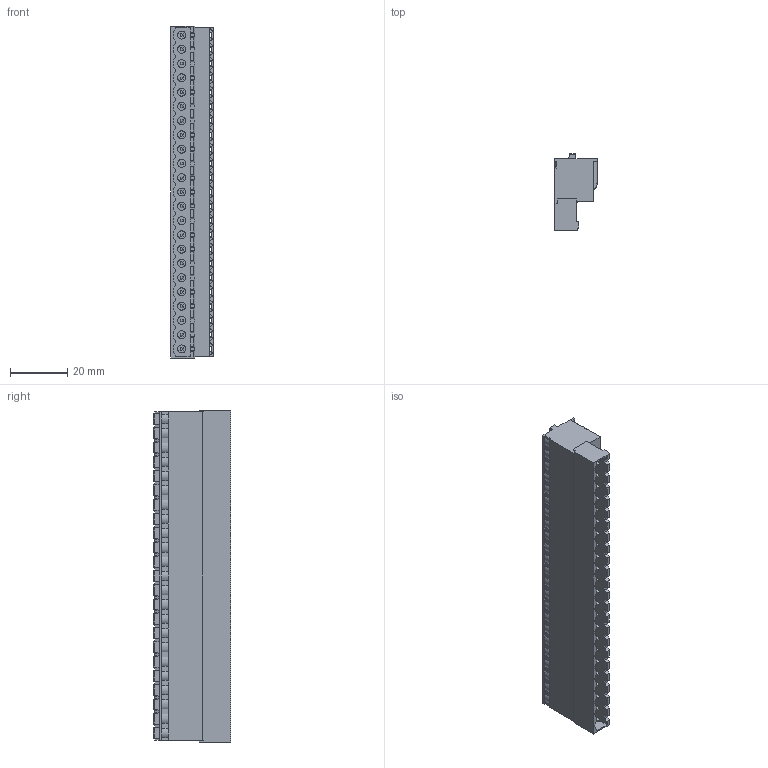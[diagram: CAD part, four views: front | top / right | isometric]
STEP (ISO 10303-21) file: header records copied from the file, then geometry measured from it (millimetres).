
FILE_DESCRIPTION((''),'2;1');
FILE_NAME('TLPHS-218-XXP','2024-10-22T10:53:56',('yanfa'),(''),'CREO PARAMETRIC BY PTC INC, 2018050','CREO PARAMETRIC BY PTC INC, 2018050','');
FILE_SCHEMA(('AUTOMOTIVE_DESIGN { 1 0 10303 214 1 1 1 1 }'));
Length unit declared in the file: millimetre
Products named in the file (1): TLPHS-218-XXP
Bounding box: 15 x 26.99 x 116.32 mm (x, y, z)
Volume: 26788.2 mm3; surface area: 16348.1 mm2
Topology: 1 solids, 1 shells, 1277 faces, 3322 edges, 2138 vertices
Faces by surface type: plane 977, cylinder 300
Entity records: 39359 total; most frequent: CARTESIAN_POINT 7565, ORIENTED_EDGE 6644, DIRECTION 6407, EDGE_CURVE 3322, VECTOR 2515, LINE 2515, VERTEX_POINT 2138, AXIS2_PLACEMENT_3D 1946
